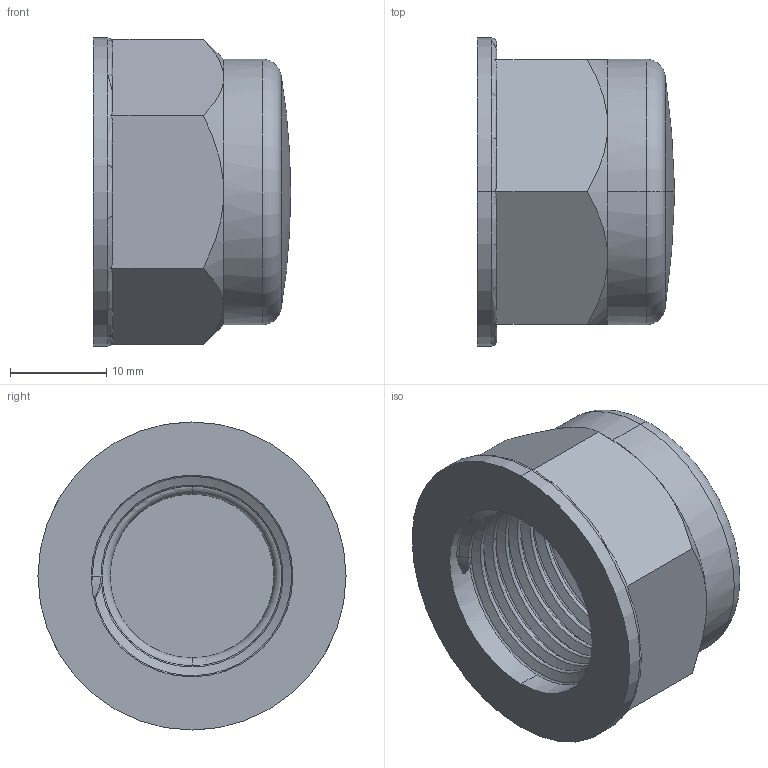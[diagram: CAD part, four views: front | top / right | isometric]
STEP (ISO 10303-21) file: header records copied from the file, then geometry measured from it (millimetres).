
FILE_DESCRIPTION (( 'STEP AP203' ), '1' );
FILE_NAME ('00180_0303.STEP', '2017-05-12T14:24:11', ( '' ), ( '' ), 'SwSTEP 2.0', 'SolidWorks 2011', '' );
FILE_SCHEMA (( 'CONFIG_CONTROL_DESIGN' ));
Length unit declared in the file: millimetre
Products named in the file (1): 00180_0303
Bounding box: 20.5 x 32 x 32 mm (x, y, z)
Volume: 7500.4 mm3; surface area: 4945.5 mm2
Topology: 1 solids, 1 shells, 69 faces, 171 edges, 105 vertices
Faces by surface type: cylinder 23, plane 21, cone 9, torus 9, bspline 5, sphere 2
Entity records: 6006 total; most frequent: CARTESIAN_POINT 4462, ORIENTED_EDGE 342, DIRECTION 278, EDGE_CURVE 171, AXIS2_PLACEMENT_3D 117, VERTEX_POINT 105, EDGE_LOOP 70, FACE_OUTER_BOUND 69
